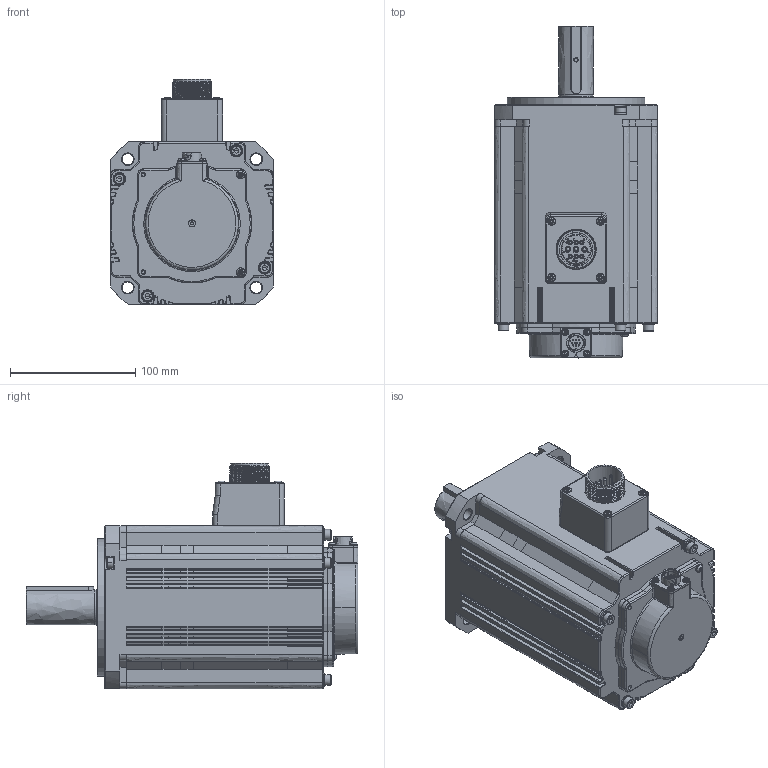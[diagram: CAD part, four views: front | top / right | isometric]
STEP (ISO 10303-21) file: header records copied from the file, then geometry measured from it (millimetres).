
FILE_DESCRIPTION( ('This file contains a STEP AP42 implementation' ,'as created by ZW3D STEP Interface translator.') ,'2;1' );
FILE_NAME( 'X6MA300R-B2LA.stp' ,'22 331.11 4 1', (''), ('ZWCAD Software Co.'), 'Version 1.0', 'ZW3D to STEP translator', '' );
FILE_SCHEMA(('AUTOMOTIVE_DESIGN'));
Length unit declared in the file: millimetre
Products named in the file (2): 0; 錨璃003
Bounding box: 130 x 265 x 180.1 mm (x, y, z)
Volume: 2926340.6 mm3; surface area: 174978.2 mm2
Topology: 1 solids, 1 shells, 2237 faces, 5903 edges, 3750 vertices
Faces by surface type: bspline 2237
Entity records: 111276 total; most frequent: CARTESIAN_POINT 75545, ORIENTED_EDGE 11712, EDGE_CURVE 5856, B_SPLINE_CURVE_WITH_KNOTS 4238, VERTEX_POINT 3751, EDGE_LOOP 2375, FACE_OUTER_BOUND 2237, ADVANCED_FACE 2237
